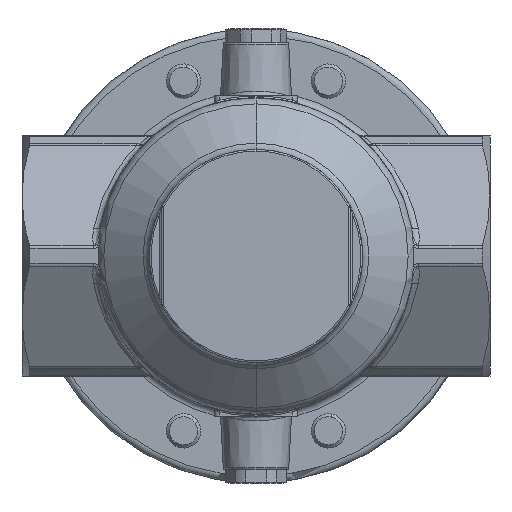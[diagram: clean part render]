
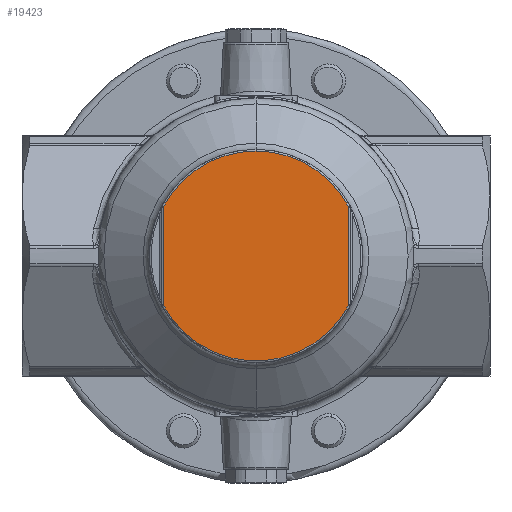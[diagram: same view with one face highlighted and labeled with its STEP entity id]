
A CAD part, front view. The second image highlights one B-rep face of the part: STEP entity #19423.
In plain terms, the highlighted planar face has unit normal (0, -1, 0).
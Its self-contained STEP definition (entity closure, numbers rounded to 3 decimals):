
#6787 = DIRECTION ( 'NONE',  ( 0., 0., 1. ) ) ;
#12703 = VECTOR ( 'NONE', #160459, 1000. ) ;
#15610 = EDGE_CURVE ( 'NONE', #105604, #126897, #142146, .T. ) ;
#19050 = ORIENTED_EDGE ( 'NONE', *, *, #15610, .T. ) ;
#19423 = ADVANCED_FACE ( 'NONE', ( #158584 ), #105257, .T. ) ;
#24915 = ORIENTED_EDGE ( 'NONE', *, *, #40826, .T. ) ;
#35685 = CARTESIAN_POINT ( 'NONE',  ( -27., -8., -14.186 ) ) ;
#36373 = DIRECTION ( 'NONE',  ( 0., -1., 0. ) ) ;
#40826 = EDGE_CURVE ( 'NONE', #44727, #53910, #82264, .T. ) ;
#42379 = DIRECTION ( 'NONE',  ( 0., -1., 0. ) ) ;
#44727 = VERTEX_POINT ( 'NONE', #93573 ) ;
#45597 = LINE ( 'NONE', #147978, #12703 ) ;
#47306 = VECTOR ( 'NONE', #85900, 1000. ) ;
#49276 = EDGE_LOOP ( 'NONE', ( #92556, #24915, #75078, #151818, #19050 ) ) ;
#49585 = CIRCLE ( 'NONE', #89113, 30.5 ) ;
#53910 = VERTEX_POINT ( 'NONE', #134468 ) ;
#63100 = DIRECTION ( 'NONE',  ( 0., -1., 0. ) ) ;
#75078 = ORIENTED_EDGE ( 'NONE', *, *, #85886, .T. ) ;
#75539 = EDGE_CURVE ( 'NONE', #126897, #44727, #49585, .T. ) ;
#81020 = DIRECTION ( 'NONE',  ( 0., -1., 0. ) ) ;
#82264 = CIRCLE ( 'NONE', #117762, 30.5 ) ;
#85886 = EDGE_CURVE ( 'NONE', #53910, #158314, #45597, .T. ) ;
#85900 = DIRECTION ( 'NONE',  ( 0., 0., 1. ) ) ;
#89113 = AXIS2_PLACEMENT_3D ( 'NONE', #137245, #63100, #149636 ) ;
#90035 = AXIS2_PLACEMENT_3D ( 'NONE', #154981, #81020, #6787 ) ;
#92556 = ORIENTED_EDGE ( 'NONE', *, *, #75539, .T. ) ;
#93573 = CARTESIAN_POINT ( 'NONE',  ( 0., -8., 30.5 ) ) ;
#96825 = AXIS2_PLACEMENT_3D ( 'NONE', #116562, #42379, #129033 ) ;
#105257 = PLANE ( 'NONE',  #90035 ) ;
#105604 = VERTEX_POINT ( 'NONE', #148942 ) ;
#106370 = EDGE_CURVE ( 'NONE', #158314, #105604, #114935, .T. ) ;
#110509 = CARTESIAN_POINT ( 'NONE',  ( 0., -8., 0. ) ) ;
#114935 = CIRCLE ( 'NONE', #96825, 30.5 ) ;
#116562 = CARTESIAN_POINT ( 'NONE',  ( 0., -8., 0. ) ) ;
#117762 = AXIS2_PLACEMENT_3D ( 'NONE', #110509, #36373, #122979 ) ;
#122979 = DIRECTION ( 'NONE',  ( 0., 0., 1. ) ) ;
#126897 = VERTEX_POINT ( 'NONE', #135471 ) ;
#129033 = DIRECTION ( 'NONE',  ( 0., 0., 1. ) ) ;
#134468 = CARTESIAN_POINT ( 'NONE',  ( -27., -8., 14.186 ) ) ;
#135471 = CARTESIAN_POINT ( 'NONE',  ( 27., -8., 14.186 ) ) ;
#137245 = CARTESIAN_POINT ( 'NONE',  ( 0., -8., 0. ) ) ;
#142146 = LINE ( 'NONE', #159952, #47306 ) ;
#147978 = CARTESIAN_POINT ( 'NONE',  ( -27., -8., -14.309 ) ) ;
#148942 = CARTESIAN_POINT ( 'NONE',  ( 27., -8., -14.186 ) ) ;
#149636 = DIRECTION ( 'NONE',  ( 0., 0., 1. ) ) ;
#151818 = ORIENTED_EDGE ( 'NONE', *, *, #106370, .T. ) ;
#154981 = CARTESIAN_POINT ( 'NONE',  ( 0., -8., 0. ) ) ;
#158314 = VERTEX_POINT ( 'NONE', #35685 ) ;
#158584 = FACE_OUTER_BOUND ( 'NONE', #49276, .T. ) ;
#159952 = CARTESIAN_POINT ( 'NONE',  ( 27., -8., 14.309 ) ) ;
#160459 = DIRECTION ( 'NONE',  ( 0., 0., -1. ) ) ;
